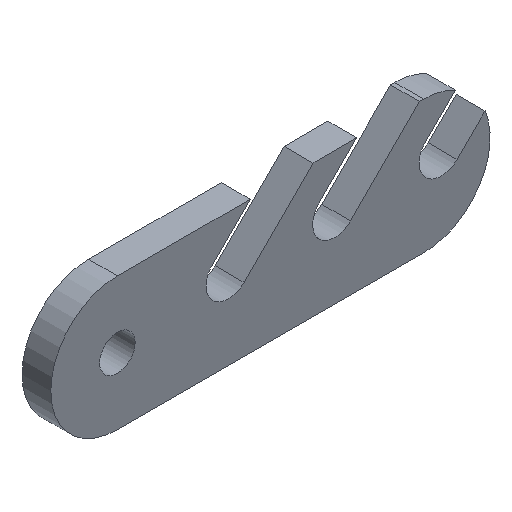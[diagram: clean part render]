
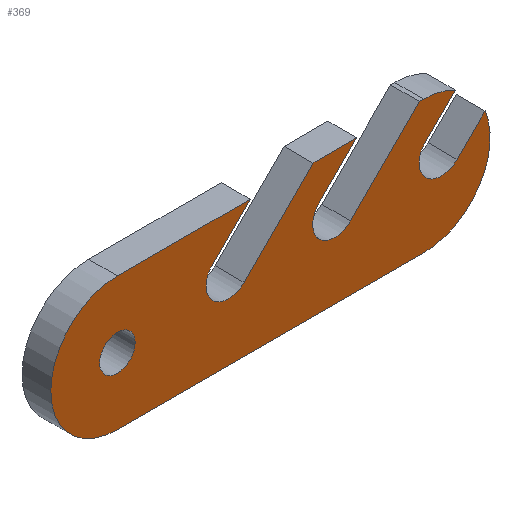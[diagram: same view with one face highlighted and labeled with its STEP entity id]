
A CAD part, isometric view. The second image highlights one B-rep face of the part: STEP entity #369.
In plain terms, the highlighted planar face has unit normal (0, -1, 0).
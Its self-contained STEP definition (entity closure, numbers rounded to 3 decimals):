
#16=FACE_BOUND('',#68,.T.);
#28=PLANE('',#416);
#47=FACE_OUTER_BOUND('',#67,.T.);
#67=EDGE_LOOP('',(#327,#328,#329,#330,#331,#332,#333,#334,#335,#336,#337,
#338,#339,#340,#341,#342));
#68=EDGE_LOOP('',(#343));
#70=LINE('',#532,#107);
#75=LINE('',#546,#112);
#79=LINE('',#558,#116);
#82=LINE('',#564,#119);
#86=LINE('',#576,#123);
#89=LINE('',#582,#126);
#92=LINE('',#588,#129);
#96=LINE('',#600,#133);
#99=LINE('',#606,#136);
#103=LINE('',#618,#140);
#107=VECTOR('',#428,10.);
#112=VECTOR('',#441,10.);
#116=VECTOR('',#453,10.);
#119=VECTOR('',#458,10.);
#123=VECTOR('',#470,10.);
#126=VECTOR('',#475,10.);
#129=VECTOR('',#480,10.);
#133=VECTOR('',#492,10.);
#136=VECTOR('',#497,10.);
#140=VECTOR('',#509,10.);
#144=CIRCLE('',#386,4.);
#145=CIRCLE('',#389,5.);
#147=CIRCLE('',#393,15.);
#149=CIRCLE('',#398,5.);
#151=CIRCLE('',#404,5.);
#153=CIRCLE('',#409,15.);
#155=CIRCLE('',#413,15.);
#158=VERTEX_POINT('',#526);
#159=VERTEX_POINT('',#530);
#160=VERTEX_POINT('',#531);
#163=VERTEX_POINT('',#539);
#165=VERTEX_POINT('',#545);
#167=VERTEX_POINT('',#551);
#169=VERTEX_POINT('',#557);
#171=VERTEX_POINT('',#563);
#173=VERTEX_POINT('',#569);
#175=VERTEX_POINT('',#575);
#177=VERTEX_POINT('',#581);
#179=VERTEX_POINT('',#587);
#181=VERTEX_POINT('',#593);
#183=VERTEX_POINT('',#599);
#185=VERTEX_POINT('',#605);
#187=VERTEX_POINT('',#611);
#189=VERTEX_POINT('',#617);
#193=EDGE_CURVE('',#158,#158,#144,.T.);
#194=EDGE_CURVE('',#159,#160,#70,.T.);
#198=EDGE_CURVE('',#159,#163,#145,.T.);
#201=EDGE_CURVE('',#163,#165,#75,.T.);
#204=EDGE_CURVE('',#167,#165,#147,.T.);
#207=EDGE_CURVE('',#167,#169,#79,.T.);
#210=EDGE_CURVE('',#171,#169,#82,.T.);
#213=EDGE_CURVE('',#171,#173,#149,.T.);
#216=EDGE_CURVE('',#173,#175,#86,.T.);
#219=EDGE_CURVE('',#175,#177,#89,.T.);
#222=EDGE_CURVE('',#179,#177,#92,.T.);
#225=EDGE_CURVE('',#179,#181,#151,.T.);
#228=EDGE_CURVE('',#181,#183,#96,.T.);
#231=EDGE_CURVE('',#183,#185,#99,.T.);
#234=EDGE_CURVE('',#187,#185,#153,.T.);
#237=EDGE_CURVE('',#187,#189,#103,.T.);
#240=EDGE_CURVE('',#160,#189,#155,.T.);
#327=ORIENTED_EDGE('',*,*,#240,.F.);
#328=ORIENTED_EDGE('',*,*,#194,.F.);
#329=ORIENTED_EDGE('',*,*,#198,.T.);
#330=ORIENTED_EDGE('',*,*,#201,.T.);
#331=ORIENTED_EDGE('',*,*,#204,.F.);
#332=ORIENTED_EDGE('',*,*,#207,.T.);
#333=ORIENTED_EDGE('',*,*,#210,.F.);
#334=ORIENTED_EDGE('',*,*,#213,.T.);
#335=ORIENTED_EDGE('',*,*,#216,.T.);
#336=ORIENTED_EDGE('',*,*,#219,.T.);
#337=ORIENTED_EDGE('',*,*,#222,.F.);
#338=ORIENTED_EDGE('',*,*,#225,.T.);
#339=ORIENTED_EDGE('',*,*,#228,.T.);
#340=ORIENTED_EDGE('',*,*,#231,.T.);
#341=ORIENTED_EDGE('',*,*,#234,.F.);
#342=ORIENTED_EDGE('',*,*,#237,.T.);
#343=ORIENTED_EDGE('',*,*,#193,.T.);
#369=ADVANCED_FACE('',(#47,#16),#28,.F.);
#386=AXIS2_PLACEMENT_3D('',#528,#424,#425);
#389=AXIS2_PLACEMENT_3D('',#540,#434,#435);
#393=AXIS2_PLACEMENT_3D('',#552,#446,#447);
#398=AXIS2_PLACEMENT_3D('',#570,#463,#464);
#404=AXIS2_PLACEMENT_3D('',#594,#485,#486);
#409=AXIS2_PLACEMENT_3D('',#612,#502,#503);
#413=AXIS2_PLACEMENT_3D('',#623,#514,#515);
#416=AXIS2_PLACEMENT_3D('',#626,#520,#521);
#424=DIRECTION('center_axis',(0.,1.,0.));
#425=DIRECTION('ref_axis',(1.,0.,0.));
#428=DIRECTION('',(0.707,0.,0.707));
#434=DIRECTION('center_axis',(0.,1.,0.));
#435=DIRECTION('ref_axis',(0.707,0.,-0.707));
#441=DIRECTION('',(0.707,0.,0.707));
#446=DIRECTION('center_axis',(0.,1.,0.));
#447=DIRECTION('ref_axis',(0.,0.,1.));
#453=DIRECTION('',(-1.,0.,0.));
#458=DIRECTION('',(0.707,0.,0.707));
#463=DIRECTION('center_axis',(0.,1.,0.));
#464=DIRECTION('ref_axis',(0.707,0.,-0.707));
#470=DIRECTION('',(0.707,0.,0.707));
#475=DIRECTION('',(-1.,0.,0.));
#480=DIRECTION('',(0.707,0.,0.707));
#485=DIRECTION('center_axis',(0.,1.,0.));
#486=DIRECTION('ref_axis',(0.707,0.,-0.707));
#492=DIRECTION('',(0.707,0.,0.707));
#497=DIRECTION('',(-1.,0.,0.));
#502=DIRECTION('center_axis',(0.,1.,0.));
#503=DIRECTION('ref_axis',(0.,0.,-1.));
#509=DIRECTION('',(1.,0.,0.));
#514=DIRECTION('center_axis',(0.,1.,0.));
#515=DIRECTION('ref_axis',(0.,0.,1.));
#520=DIRECTION('center_axis',(0.,1.,0.));
#521=DIRECTION('ref_axis',(1.,0.,0.));
#526=CARTESIAN_POINT('',(-4.,0.,0.));
#528=CARTESIAN_POINT('Origin',(0.,0.,0.));
#530=CARTESIAN_POINT('',(76.536,0.,-0.536));
#531=CARTESIAN_POINT('',(82.844,0.,5.773));
#532=CARTESIAN_POINT('',(76.536,0.,-0.536));
#539=CARTESIAN_POINT('',(69.464,0.,6.536));
#540=CARTESIAN_POINT('Origin',(73.,0.,3.));
#545=CARTESIAN_POINT('',(76.127,0.,13.198));
#546=CARTESIAN_POINT('',(69.464,0.,6.536));
#551=CARTESIAN_POINT('',(69.,0.,15.));
#552=CARTESIAN_POINT('Origin',(69.,0.,0.));
#557=CARTESIAN_POINT('',(68.071,0.,15.));
#558=CARTESIAN_POINT('',(69.,0.,15.));
#563=CARTESIAN_POINT('',(52.536,0.,-0.536));
#564=CARTESIAN_POINT('',(52.536,0.,-0.536));
#569=CARTESIAN_POINT('',(45.464,0.,6.536));
#570=CARTESIAN_POINT('Origin',(49.,0.,3.));
#575=CARTESIAN_POINT('',(53.929,0.,15.));
#576=CARTESIAN_POINT('',(45.464,0.,6.536));
#581=CARTESIAN_POINT('',(44.071,0.,15.));
#582=CARTESIAN_POINT('',(69.,0.,15.));
#587=CARTESIAN_POINT('',(28.536,0.,-0.536));
#588=CARTESIAN_POINT('',(28.536,0.,-0.536));
#593=CARTESIAN_POINT('',(21.464,0.,6.536));
#594=CARTESIAN_POINT('Origin',(25.,0.,3.));
#599=CARTESIAN_POINT('',(29.929,0.,15.));
#600=CARTESIAN_POINT('',(21.464,0.,6.536));
#605=CARTESIAN_POINT('',(0.,0.,15.));
#606=CARTESIAN_POINT('',(69.,0.,15.));
#611=CARTESIAN_POINT('',(0.,0.,-15.));
#612=CARTESIAN_POINT('Origin',(0.,0.,0.));
#617=CARTESIAN_POINT('',(69.,0.,-15.));
#618=CARTESIAN_POINT('',(0.,0.,-15.));
#623=CARTESIAN_POINT('Origin',(69.,0.,0.));
#626=CARTESIAN_POINT('Origin',(34.5,0.,0.));
